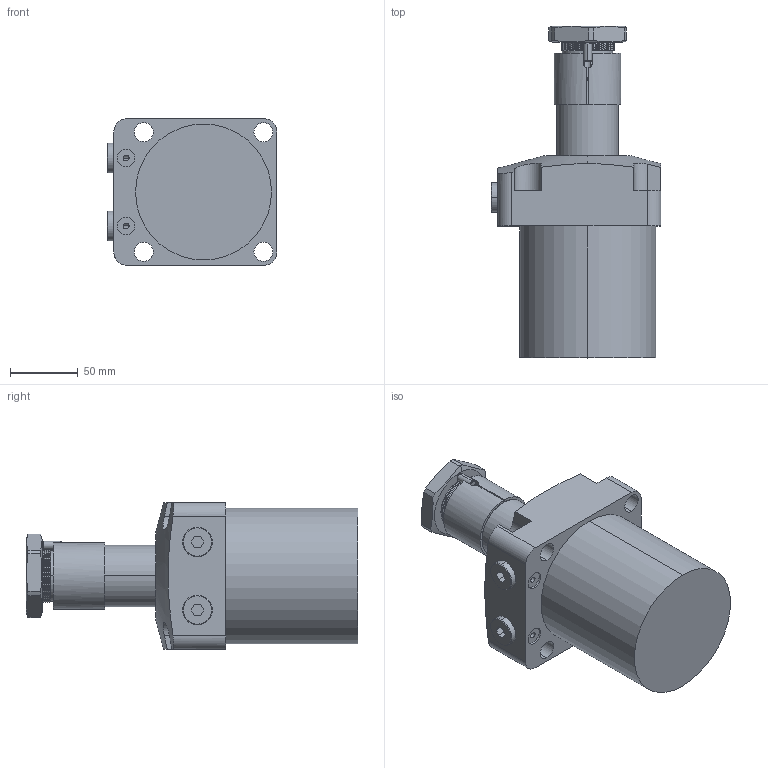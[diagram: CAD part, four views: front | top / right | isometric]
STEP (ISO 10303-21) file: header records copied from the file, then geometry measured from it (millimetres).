
FILE_DESCRIPTION (( 'STEP AP214' ), '1' );
FILE_NAME ('CHA-105PSR-90.STEP', '2018-11-11T06:33:15', ( '' ), ( '' ), 'SwSTEP 2.0', 'SolidWorks 2016', '' );
FILE_SCHEMA (( 'AUTOMOTIVE_DESIGN' ));
Length unit declared in the file: millimetre
Products named in the file (7): CHA-105PS(XIAO); CHA-105PS(ZH); CHA-105PS(HSG); CHA-105PS(LM); G3-8黑芛; CHA-105PSR-90(BT); CHA-105PSR-90
Assembly tree (7 placements, depth 2):
  CHA-105PSR-90
    CHA-105PSR-90(BT)
    G3-8黑芛  x2
    CHA-105PS(LM)
    CHA-105PS(HSG)
    CHA-105PS(ZH)
    CHA-105PS(XIAO)
Bounding box: 125 x 244 x 108 mm (x, y, z)
Volume: 1435954.7 mm3; surface area: 150224.5 mm2
Topology: 7 solids, 7 shells, 190 faces, 468 edges, 303 vertices
Faces by surface type: cylinder 87, plane 76, cone 23, sphere 2, bspline 2
Entity records: 7548 total; most frequent: CARTESIAN_POINT 3257, ORIENTED_EDGE 856, DIRECTION 806, EDGE_CURVE 428, AXIS2_PLACEMENT_3D 308, VERTEX_POINT 279, EDGE_LOOP 197, LINE 190
